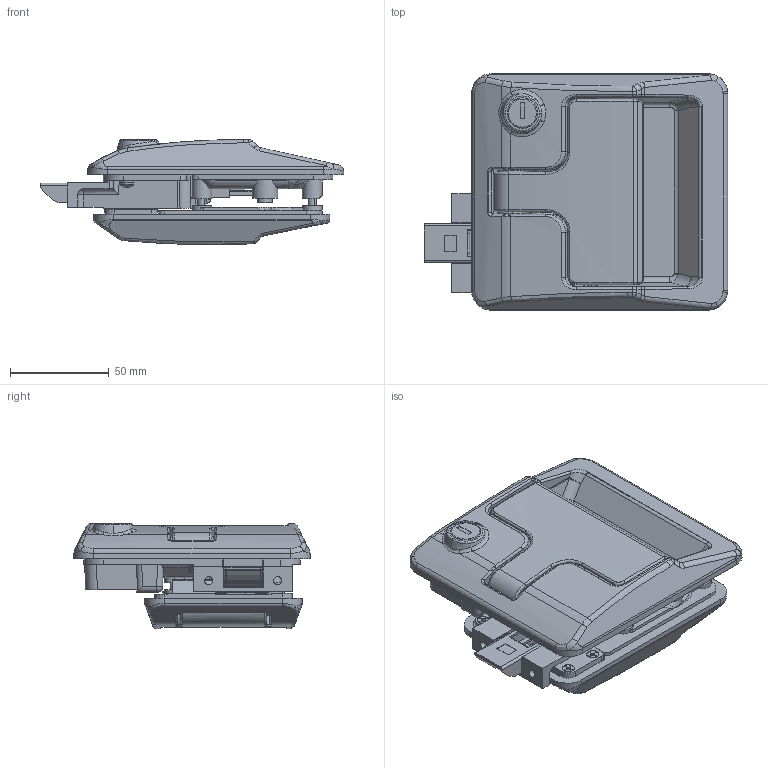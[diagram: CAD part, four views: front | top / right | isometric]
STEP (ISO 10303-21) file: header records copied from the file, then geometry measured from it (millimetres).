
FILE_DESCRIPTION (( 'STEP AP203' ), '1' );
FILE_NAME ('A-884-C-2.STEP', '2020-10-19T08:09:00', ( '' ), ( '' ), 'SwSTEP 2.0', 'SolidWorks 2018', '' );
FILE_SCHEMA (( 'CONFIG_CONTROL_DESIGN' ));
Length unit declared in the file: millimetre
Products named in the file (21): A-884_ナイロンワッシャー_; A-884_シャフト_; A-884_ケースC_; A-884_カバーA_; A-884_ラッチプレート_; A-884-C-2; A-884_ハンドル__; A-884_シャフトA_; A-884_T230__R200-4; A-884_儔僢僠働乕僗ASSY_; A-884_カム_; A-884_ラッチケースアッシー(樹脂)_; A-884_カバー_; A-884_ラッチケースアッシー(板金2)_; A-884-C-2_歯付座金外歯形ver1.00_M5外歯形歯付座金(SUS); A-884-C-2_十字穴付皿小ねじ_内径基準ver1.02_M4x6十字穴付皿小ねじ(SUS); A-884-D-2_; A-884_ケースA_; A-160-2-1_十字穴付小ねじ_内径基準ver1.02_M5x20十字穴付トラス小ねじ(SUS); A-884_レバー_; A-884-C-2_十字穴付小ねじ_内径基準ver1.02_M4x10十字穴付なべ小ねじ(SUS)SWシングルセムス(P2)
Assembly tree (32 placements, depth 3):
  A-884-C-2
    A-884_ケースA_
    A-884_カバーA_
    A-884_儔僢僠働乕僗ASSY_
      A-884_ラッチケースアッシー(板金2)_
      A-884_ラッチケースアッシー(樹脂)_
    A-884_カム_
    A-884_シャフトA_
    A-884_ラッチプレート_
    A-884_T230__R200-4
    A-884_ナイロンワッシャー_  x2
    A-884-D-2_
      A-884_ケースC_
      A-884_カバー_
      A-884_レバー_
      A-884_シャフト_
      A-884-C-2_十字穴付皿小ねじ_内径基準ver1.02_M4x6十字穴付皿小ねじ(SUS)  x4
      A-884_カム_
      A-160-2-1_十字穴付小ねじ_内径基準ver1.02_M5x20十字穴付トラス小ねじ(SUS)  x4
      A-884-C-2_歯付座金外歯形ver1.00_M5外歯形歯付座金(SUS)  x4
    A-884-C-2_十字穴付小ねじ_内径基準ver1.02_M4x10十字穴付なべ小ねじ(SUS)SWシングルセムス(P2)  x2
    A-884_ハンドル__
Bounding box: 154.03 x 120 x 53.47 mm (x, y, z)
Volume: 273462.7 mm3; surface area: 136001.8 mm2
Topology: 30 solids, 30 shells, 2182 faces, 5580 edges, 3470 vertices
Faces by surface type: plane 948, cylinder 665, bspline 445, cone 56, torus 34, sphere 34
Entity records: 62414 total; most frequent: CARTESIAN_POINT 22698, ORIENTED_EDGE 8444, DIRECTION 6997, EDGE_CURVE 4222, VERTEX_POINT 2634, AXIS2_PLACEMENT_3D 2415, VECTOR 2167, LINE 2167
